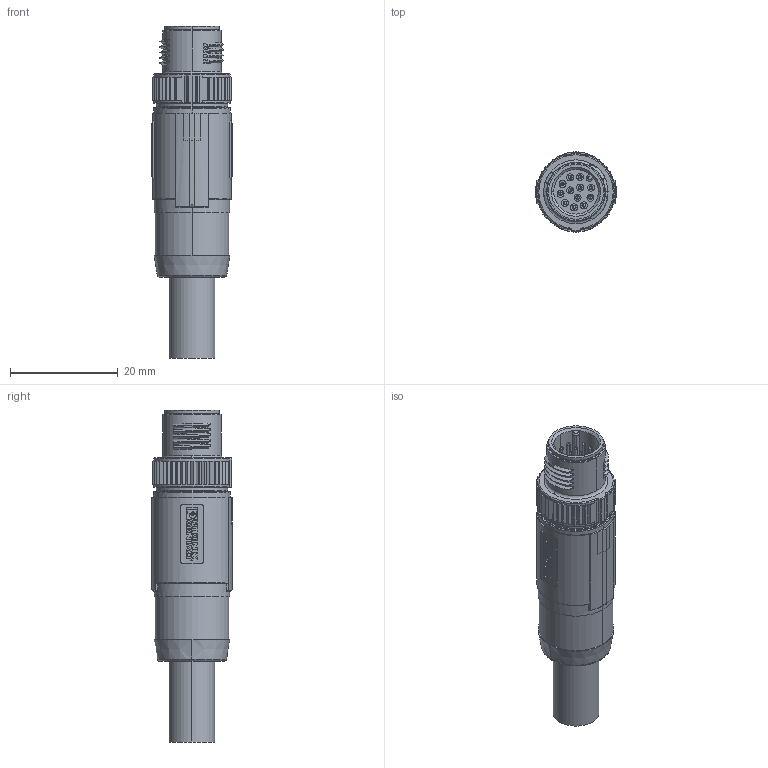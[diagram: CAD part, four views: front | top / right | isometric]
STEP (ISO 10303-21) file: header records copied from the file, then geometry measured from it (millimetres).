
FILE_DESCRIPTION(('HOOPS Exchange Step'),'2;1');
FILE_NAME('export-C5AEAD8B-D362-45FF-A234-0B04C4C41BBD.stp','2021-02-04T19:51:05+01:00',('Engineering'),('Alibre'),'HOOPS Exchange 2020.1','Alibre','Unknown authorisation');
FILE_SCHEMA( ('AP242_MANAGED_MODEL_BASED_3D_ENGINEERING_MIM_LF {1 0 10303 442 1 1 4 }') );
Length unit declared in the file: millimetre
Products named in the file (1): 5461 M12 12 Pole Cable L=1500mm MALE Shielded with Openend
Bounding box: 15 x 15.01 x 61.7 mm (x, y, z)
Volume: 7250.4 mm3
Topology: 1 solids, 1 shells, 982 faces, 2551 edges, 1620 vertices
Faces by surface type: plane 551, cylinder 172, bspline 138, torus 61, cone 32, sphere 28
Entity records: 40199 total; most frequent: CARTESIAN_POINT 17220, ORIENTED_EDGE 5020, DIRECTION 4366, EDGE_CURVE 2510, VERTEX_POINT 1620, AXIS2_PLACEMENT_3D 1529, VECTOR 1308, LINE 1308
